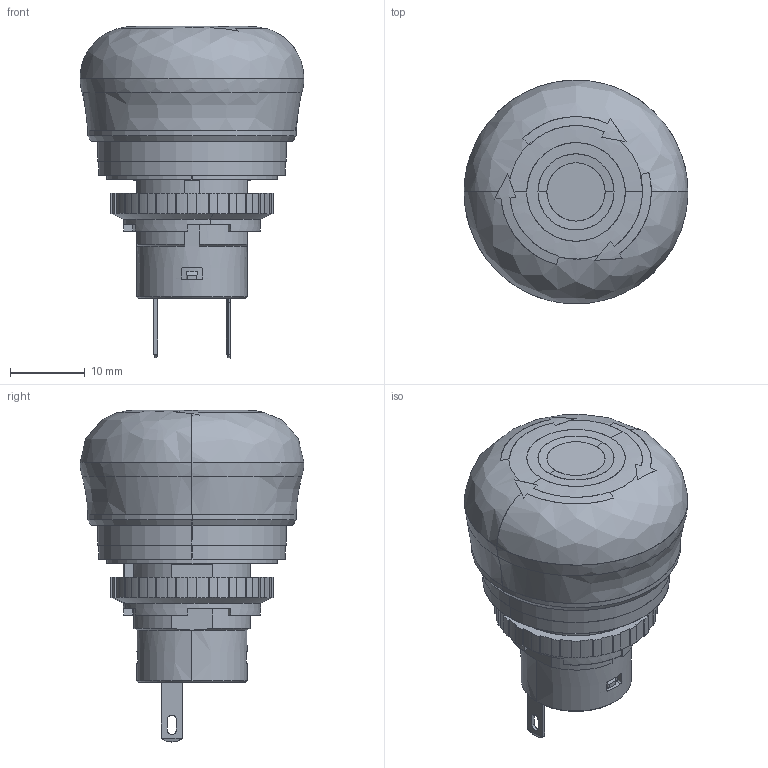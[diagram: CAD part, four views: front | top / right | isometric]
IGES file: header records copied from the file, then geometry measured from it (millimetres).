
Start section: SolidWorks IGES file using analytic representation for surfaces
Global section: file name: 6-AB6E-3BV01PTRM.IGS; native system: SolidWorks 2019; preprocessor: SolidWorks 2019; author: 1003643; date: 210310.095610; units: millimetre
Bounding box: 30 x 29.98 x 44.5 mm (x, y, z)
Surface area: 6293.7 mm2 (no closed solid volume)
Topology: 0 solids, 0 shells, 281 faces, 2494 edges, 2494 vertices
Faces by surface type: bspline 154, revolution 127
